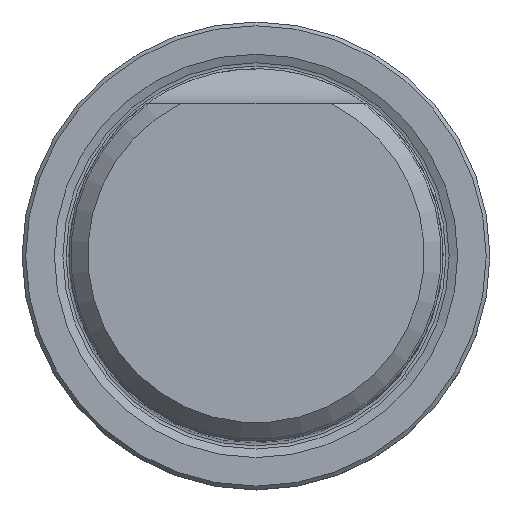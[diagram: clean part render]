
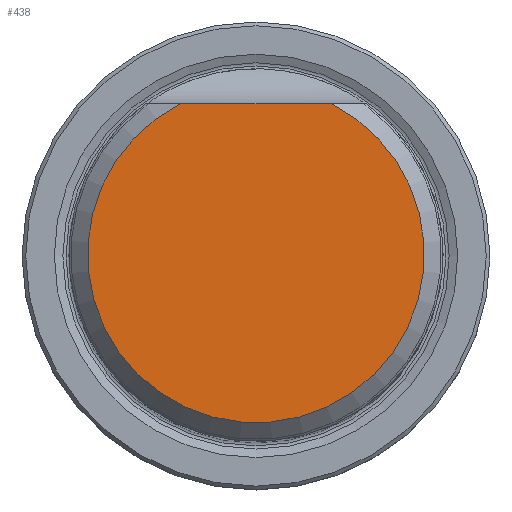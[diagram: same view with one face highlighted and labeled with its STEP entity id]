
A CAD part, top view. The second image highlights one B-rep face of the part: STEP entity #438.
In plain terms, the highlighted planar face has unit normal (0, 0, 1).
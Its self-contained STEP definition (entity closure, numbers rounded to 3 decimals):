
#325=PLANE('',#4559);
#438=ADVANCED_FACE('CU_SU_1',(#733),#325,.F.);
#733=FACE_OUTER_BOUND('',#967,.T.);
#967=EDGE_LOOP('',(#2165,#2166));
#1238=CIRCLE('',#4558,8.997);
#1557=LINE('',#6606,#1778);
#1778=VECTOR('',#5151,1.);
#2165=ORIENTED_EDGE('',*,*,#3776,.F.);
#2166=ORIENTED_EDGE('',*,*,#3777,.F.);
#3338=VERTEX_POINT('',#6604);
#3339=VERTEX_POINT('',#6605);
#3776=EDGE_CURVE('',#3338,#3339,#1238,.T.);
#3777=EDGE_CURVE('',#3339,#3338,#1557,.T.);
#4558=AXIS2_PLACEMENT_3D('',#6603,#5149,#5150);
#4559=AXIS2_PLACEMENT_3D('',#6607,#5152,#5153);
#5149=DIRECTION('',(0.,0.,-1.));
#5150=DIRECTION('',(0.,-1.,0.));
#5151=DIRECTION('',(1.,0.,0.));
#5152=DIRECTION('',(0.,0.,-1.));
#5153=DIRECTION('',(0.,-1.,0.));
#6603=CARTESIAN_POINT('',(0.,0.,50.));
#6604=CARTESIAN_POINT('',(4.011,8.053,50.));
#6605=CARTESIAN_POINT('',(-4.011,8.053,50.));
#6606=CARTESIAN_POINT('',(-9.997,8.053,50.));
#6607=CARTESIAN_POINT('',(0.,0.,50.));
